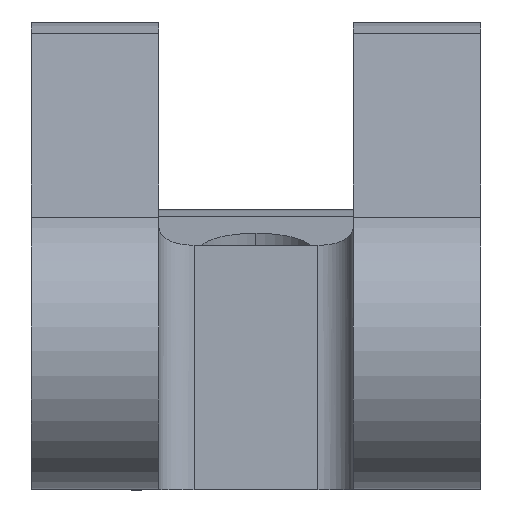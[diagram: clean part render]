
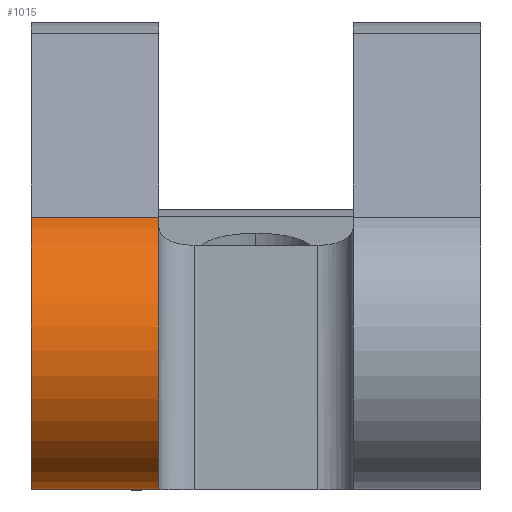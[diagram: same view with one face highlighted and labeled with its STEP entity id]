
A CAD part, left-side view. The second image highlights one B-rep face of the part: STEP entity #1015.
In plain terms, the highlighted cylindrical face has radius 4 mm (diameter 8 mm), a partial arc.
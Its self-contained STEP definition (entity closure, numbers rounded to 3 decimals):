
#35 = VERTEX_POINT('',#36);
#36 = CARTESIAN_POINT('',(0.,-3.6,-4.));
#43 = PLANE('',#44);
#44 = AXIS2_PLACEMENT_3D('',#45,#46,#47);
#45 = CARTESIAN_POINT('',(0.,0.,-4.));
#46 = DIRECTION('',(0.,0.,1.));
#47 = DIRECTION('',(1.,0.,0.));
#55 = PLANE('',#56);
#56 = AXIS2_PLACEMENT_3D('',#57,#58,#59);
#57 = CARTESIAN_POINT('',(21.862,-3.6,-4.));
#58 = DIRECTION('',(0.,-1.,0.));
#59 = DIRECTION('',(-1.,0.,0.));
#274 = VERTEX_POINT('',#275);
#275 = CARTESIAN_POINT('',(0.,0.,-4.));
#289 = PLANE('',#290);
#290 = AXIS2_PLACEMENT_3D('',#291,#292,#293);
#291 = CARTESIAN_POINT('',(20.046,0.,
    0.459));
#292 = DIRECTION('',(0.,1.,0.));
#293 = DIRECTION('',(0.,0.,1.));
#301 = EDGE_CURVE('',#274,#35,#302,.T.);
#302 = SURFACE_CURVE('',#303,(#307,#314),.PCURVE_S1.);
#303 = LINE('',#304,#305);
#304 = CARTESIAN_POINT('',(0.,0.,-4.));
#305 = VECTOR('',#306,1.);
#306 = DIRECTION('',(0.,-1.,0.));
#307 = PCURVE('',#43,#308);
#308 = DEFINITIONAL_REPRESENTATION('',(#309),#313);
#309 = LINE('',#310,#311);
#310 = CARTESIAN_POINT('',(0.,-0.));
#311 = VECTOR('',#312,1.);
#312 = DIRECTION('',(0.,-1.));
#313 = ( GEOMETRIC_REPRESENTATION_CONTEXT(2) 
PARAMETRIC_REPRESENTATION_CONTEXT() REPRESENTATION_CONTEXT('2D SPACE',''
  ) );
#314 = PCURVE('',#315,#320);
#315 = CYLINDRICAL_SURFACE('',#316,4.);
#316 = AXIS2_PLACEMENT_3D('',#317,#318,#319);
#317 = CARTESIAN_POINT('',(0.,0.,0.));
#318 = DIRECTION('',(0.,1.,0.));
#319 = DIRECTION('',(1.,0.,0.));
#320 = DEFINITIONAL_REPRESENTATION('',(#321),#325);
#321 = LINE('',#322,#323);
#322 = CARTESIAN_POINT('',(-4.712,0.));
#323 = VECTOR('',#324,1.);
#324 = DIRECTION('',(-0.,-1.));
#325 = ( GEOMETRIC_REPRESENTATION_CONTEXT(2) 
PARAMETRIC_REPRESENTATION_CONTEXT() REPRESENTATION_CONTEXT('2D SPACE',''
  ) );
#489 = VERTEX_POINT('',#490);
#490 = CARTESIAN_POINT('',(-1.509,-3.6,3.704));
#503 = PLANE('',#504);
#504 = AXIS2_PLACEMENT_3D('',#505,#506,#507);
#505 = CARTESIAN_POINT('',(13.888,0.,9.977));
#506 = DIRECTION('',(0.377,0.,-0.926)
  );
#507 = DIRECTION('',(-0.926,0.,-0.377
    ));
#514 = EDGE_CURVE('',#35,#489,#515,.T.);
#515 = SURFACE_CURVE('',#516,(#521,#532),.PCURVE_S1.);
#516 = CIRCLE('',#517,4.);
#517 = AXIS2_PLACEMENT_3D('',#518,#519,#520);
#518 = CARTESIAN_POINT('',(0.,-3.6,0.));
#519 = DIRECTION('',(0.,1.,0.));
#520 = DIRECTION('',(1.,0.,0.));
#521 = PCURVE('',#55,#522);
#522 = DEFINITIONAL_REPRESENTATION('',(#523),#531);
#523 = ( BOUNDED_CURVE() B_SPLINE_CURVE(2,(#524,#525,#526,#527,#528,#529
,#530),.UNSPECIFIED.,.T.,.F.) B_SPLINE_CURVE_WITH_KNOTS((1,2,2,2,2,1),(
    -2.094,0.,2.094,4.189,6.283,
8.378),.UNSPECIFIED.) CURVE() GEOMETRIC_REPRESENTATION_ITEM() 
RATIONAL_B_SPLINE_CURVE((1.,0.5,1.,0.5,1.,0.5,1.)) REPRESENTATION_ITEM(
  '') );
#524 = CARTESIAN_POINT('',(17.862,-4.));
#525 = CARTESIAN_POINT('',(17.862,2.928));
#526 = CARTESIAN_POINT('',(23.862,-0.536));
#527 = CARTESIAN_POINT('',(29.862,-4.));
#528 = CARTESIAN_POINT('',(23.862,-7.464));
#529 = CARTESIAN_POINT('',(17.862,-10.928));
#530 = CARTESIAN_POINT('',(17.862,-4.));
#531 = ( GEOMETRIC_REPRESENTATION_CONTEXT(2) 
PARAMETRIC_REPRESENTATION_CONTEXT() REPRESENTATION_CONTEXT('2D SPACE',''
  ) );
#532 = PCURVE('',#315,#533);
#533 = DEFINITIONAL_REPRESENTATION('',(#534),#538);
#534 = LINE('',#535,#536);
#535 = CARTESIAN_POINT('',(-6.283,-3.6));
#536 = VECTOR('',#537,1.);
#537 = DIRECTION('',(1.,-0.));
#538 = ( GEOMETRIC_REPRESENTATION_CONTEXT(2) 
PARAMETRIC_REPRESENTATION_CONTEXT() REPRESENTATION_CONTEXT('2D SPACE',''
  ) );
#1015 = ADVANCED_FACE('',(#1016),#315,.T.);
#1016 = FACE_BOUND('',#1017,.F.);
#1017 = EDGE_LOOP('',(#1018,#1046,#1067,#1068));
#1018 = ORIENTED_EDGE('',*,*,#1019,.F.);
#1019 = EDGE_CURVE('',#1020,#274,#1022,.T.);
#1020 = VERTEX_POINT('',#1021);
#1021 = CARTESIAN_POINT('',(-1.509,0.,
    3.704));
#1022 = SURFACE_CURVE('',#1023,(#1028,#1035),.PCURVE_S1.);
#1023 = CIRCLE('',#1024,4.);
#1024 = AXIS2_PLACEMENT_3D('',#1025,#1026,#1027);
#1025 = CARTESIAN_POINT('',(0.,0.,0.)
  );
#1026 = DIRECTION('',(0.,-1.,0.));
#1027 = DIRECTION('',(1.,0.,0.));
#1028 = PCURVE('',#315,#1029);
#1029 = DEFINITIONAL_REPRESENTATION('',(#1030),#1034);
#1030 = LINE('',#1031,#1032);
#1031 = CARTESIAN_POINT('',(-0.,0.));
#1032 = VECTOR('',#1033,1.);
#1033 = DIRECTION('',(-1.,0.));
#1034 = ( GEOMETRIC_REPRESENTATION_CONTEXT(2) 
PARAMETRIC_REPRESENTATION_CONTEXT() REPRESENTATION_CONTEXT('2D SPACE',''
  ) );
#1035 = PCURVE('',#289,#1036);
#1036 = DEFINITIONAL_REPRESENTATION('',(#1037),#1045);
#1037 = ( BOUNDED_CURVE() B_SPLINE_CURVE(2,(#1038,#1039,#1040,#1041,
#1042,#1043,#1044),.UNSPECIFIED.,.F.,.F.) B_SPLINE_CURVE_WITH_KNOTS((1,2
    ,2,2,2,1),(-2.094,0.,2.094,4.189,
6.283,8.378),.UNSPECIFIED.) CURVE() 
GEOMETRIC_REPRESENTATION_ITEM() RATIONAL_B_SPLINE_CURVE((1.,0.5,1.,0.5,
1.,0.5,1.)) REPRESENTATION_ITEM('') );
#1038 = CARTESIAN_POINT('',(-0.459,-16.046));
#1039 = CARTESIAN_POINT('',(6.469,-16.046));
#1040 = CARTESIAN_POINT('',(3.005,-22.046));
#1041 = CARTESIAN_POINT('',(-0.459,-28.046));
#1042 = CARTESIAN_POINT('',(-3.923,-22.046));
#1043 = CARTESIAN_POINT('',(-7.388,-16.046));
#1044 = CARTESIAN_POINT('',(-0.459,-16.046));
#1045 = ( GEOMETRIC_REPRESENTATION_CONTEXT(2) 
PARAMETRIC_REPRESENTATION_CONTEXT() REPRESENTATION_CONTEXT('2D SPACE',''
  ) );
#1046 = ORIENTED_EDGE('',*,*,#1047,.T.);
#1047 = EDGE_CURVE('',#1020,#489,#1048,.T.);
#1048 = SURFACE_CURVE('',#1049,(#1053,#1060),.PCURVE_S1.);
#1049 = LINE('',#1050,#1051);
#1050 = CARTESIAN_POINT('',(-1.509,0.,
    3.704));
#1051 = VECTOR('',#1052,1.);
#1052 = DIRECTION('',(0.,-1.,0.));
#1053 = PCURVE('',#315,#1054);
#1054 = DEFINITIONAL_REPRESENTATION('',(#1055),#1059);
#1055 = LINE('',#1056,#1057);
#1056 = CARTESIAN_POINT('',(-1.958,0.));
#1057 = VECTOR('',#1058,1.);
#1058 = DIRECTION('',(-0.,-1.));
#1059 = ( GEOMETRIC_REPRESENTATION_CONTEXT(2) 
PARAMETRIC_REPRESENTATION_CONTEXT() REPRESENTATION_CONTEXT('2D SPACE',''
  ) );
#1060 = PCURVE('',#503,#1061);
#1061 = DEFINITIONAL_REPRESENTATION('',(#1062),#1066);
#1062 = LINE('',#1063,#1064);
#1063 = CARTESIAN_POINT('',(16.626,0.));
#1064 = VECTOR('',#1065,1.);
#1065 = DIRECTION('',(0.,-1.));
#1066 = ( GEOMETRIC_REPRESENTATION_CONTEXT(2) 
PARAMETRIC_REPRESENTATION_CONTEXT() REPRESENTATION_CONTEXT('2D SPACE',''
  ) );
#1067 = ORIENTED_EDGE('',*,*,#514,.F.);
#1068 = ORIENTED_EDGE('',*,*,#301,.F.);
